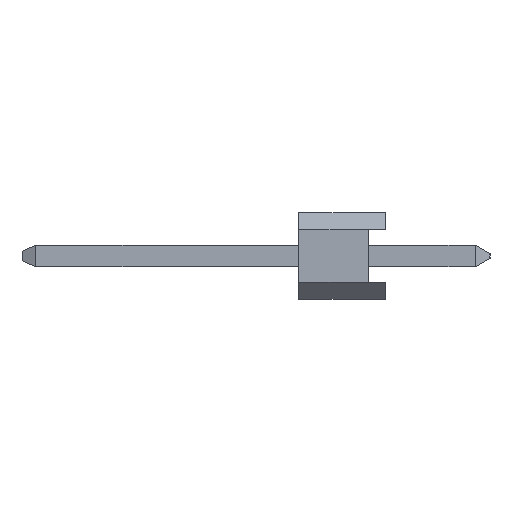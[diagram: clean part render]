
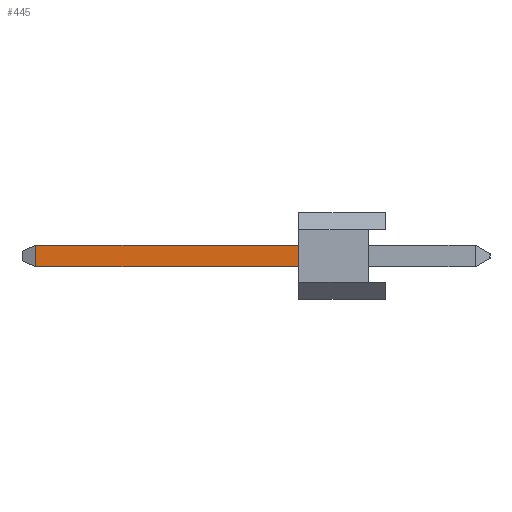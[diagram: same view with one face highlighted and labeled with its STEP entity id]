
A CAD part, left-side view. The second image highlights one B-rep face of the part: STEP entity #445.
In plain terms, the highlighted planar face has unit normal (-1, 0, 0).
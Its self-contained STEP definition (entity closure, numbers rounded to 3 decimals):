
#10 = EDGE_LOOP ( 'NONE', ( #533, #877, #637, #824 ) ) ;
#52 = CARTESIAN_POINT ( 'NONE',  ( -0.32, 10.22, -0.425 ) ) ;
#89 = CARTESIAN_POINT ( 'NONE',  ( -0.32, 2.54, 0.215 ) ) ;
#135 = VERTEX_POINT ( 'NONE', #89 ) ;
#138 = VECTOR ( 'NONE', #480, 1000. ) ;
#245 = CARTESIAN_POINT ( 'NONE',  ( -0.32, 2.54, -0.425 ) ) ;
#262 = VECTOR ( 'NONE', #360, 1000. ) ;
#298 = LINE ( 'NONE', #599, #262 ) ;
#311 = AXIS2_PLACEMENT_3D ( 'NONE', #498, #332, #1133 ) ;
#332 = DIRECTION ( 'NONE',  ( 1., 0., 0. ) ) ;
#360 = DIRECTION ( 'NONE',  ( 0., -1., 0. ) ) ;
#382 = VECTOR ( 'NONE', #862, 1000. ) ;
#411 = LINE ( 'NONE', #523, #1093 ) ;
#445 = ADVANCED_FACE ( 'NONE', ( #846 ), #1106, .F. ) ;
#458 = EDGE_CURVE ( 'NONE', #1105, #1099, #411, .T. ) ;
#480 = DIRECTION ( 'NONE',  ( 0., 0., -1. ) ) ;
#498 = CARTESIAN_POINT ( 'NONE',  ( -0.32, 10.62, -0.425 ) ) ;
#509 = LINE ( 'NONE', #1109, #138 ) ;
#516 = CARTESIAN_POINT ( 'NONE',  ( -0.32, 10.22, 0.215 ) ) ;
#523 = CARTESIAN_POINT ( 'NONE',  ( -0.32, 10.62, -0.425 ) ) ;
#533 = ORIENTED_EDGE ( 'NONE', *, *, #809, .F. ) ;
#576 = LINE ( 'NONE', #964, #382 ) ;
#599 = CARTESIAN_POINT ( 'NONE',  ( -0.32, 10.62, 0.215 ) ) ;
#637 = ORIENTED_EDGE ( 'NONE', *, *, #458, .T. ) ;
#661 = VERTEX_POINT ( 'NONE', #516 ) ;
#748 = DIRECTION ( 'NONE',  ( 0., -1., 0. ) ) ;
#788 = EDGE_CURVE ( 'NONE', #661, #1105, #509, .T. ) ;
#809 = EDGE_CURVE ( 'NONE', #661, #135, #298, .T. ) ;
#824 = ORIENTED_EDGE ( 'NONE', *, *, #889, .T. ) ;
#846 = FACE_OUTER_BOUND ( 'NONE', #10, .T. ) ;
#862 = DIRECTION ( 'NONE',  ( 0., 0., 1. ) ) ;
#877 = ORIENTED_EDGE ( 'NONE', *, *, #788, .T. ) ;
#889 = EDGE_CURVE ( 'NONE', #1099, #135, #576, .T. ) ;
#964 = CARTESIAN_POINT ( 'NONE',  ( -0.32, 2.54, -0.425 ) ) ;
#1093 = VECTOR ( 'NONE', #748, 1000. ) ;
#1099 = VERTEX_POINT ( 'NONE', #245 ) ;
#1105 = VERTEX_POINT ( 'NONE', #52 ) ;
#1106 = PLANE ( 'NONE',  #311 ) ;
#1109 = CARTESIAN_POINT ( 'NONE',  ( -0.32, 10.22, -0.425 ) ) ;
#1133 = DIRECTION ( 'NONE',  ( 0., 0., -1. ) ) ;
